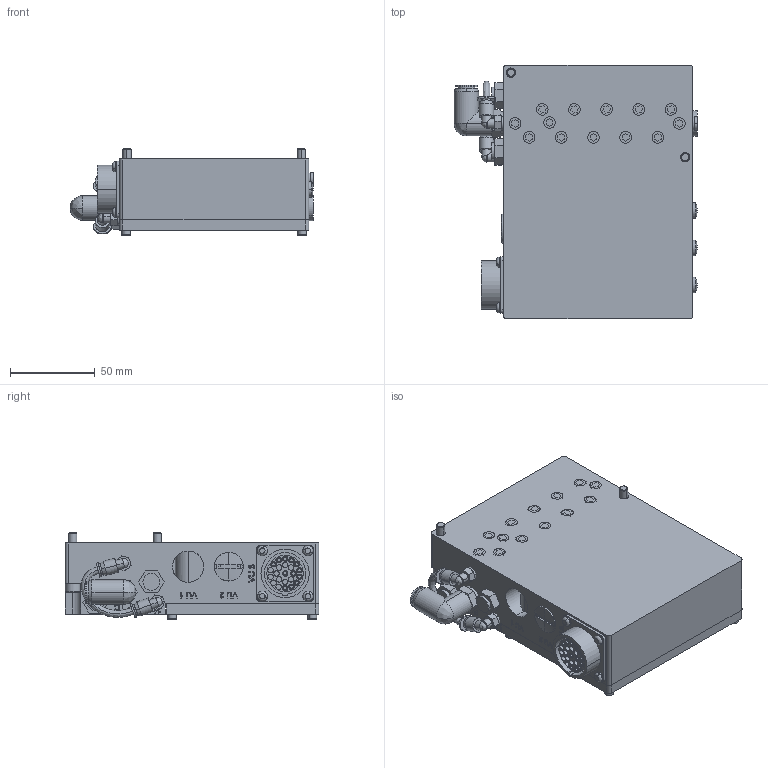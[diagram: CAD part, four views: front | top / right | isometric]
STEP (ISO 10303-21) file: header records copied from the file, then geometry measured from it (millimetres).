
FILE_DESCRIPTION (( 'STEP AP203' ), '1' );
FILE_NAME ('P0026.STEP', '2018-11-30T14:03:23', ( '' ), ( '' ), 'SwSTEP 2.0', 'SolidWorks 2017', '' );
FILE_SCHEMA (( 'CONFIG_CONTROL_DESIGN' ));
Products named in the file (1): P0026
Bounding box: 144.15 x 150 x 51 mm (x, y, z)
Volume: 716880.1 mm3; surface area: 118339.5 mm2
Topology: 51 solids, 53 shells, 1420 faces, 3338 edges, 2147 vertices
Faces by surface type: plane 614, cylinder 380, bspline 230, cone 158, torus 28, sphere 10
Entity records: 53959 total; most frequent: CARTESIAN_POINT 22062, ORIENTED_EDGE 6656, DIRECTION 6184, EDGE_CURVE 3328, AXIS2_PLACEMENT_3D 2205, VERTEX_POINT 2147, LINE 1774, VECTOR 1774
